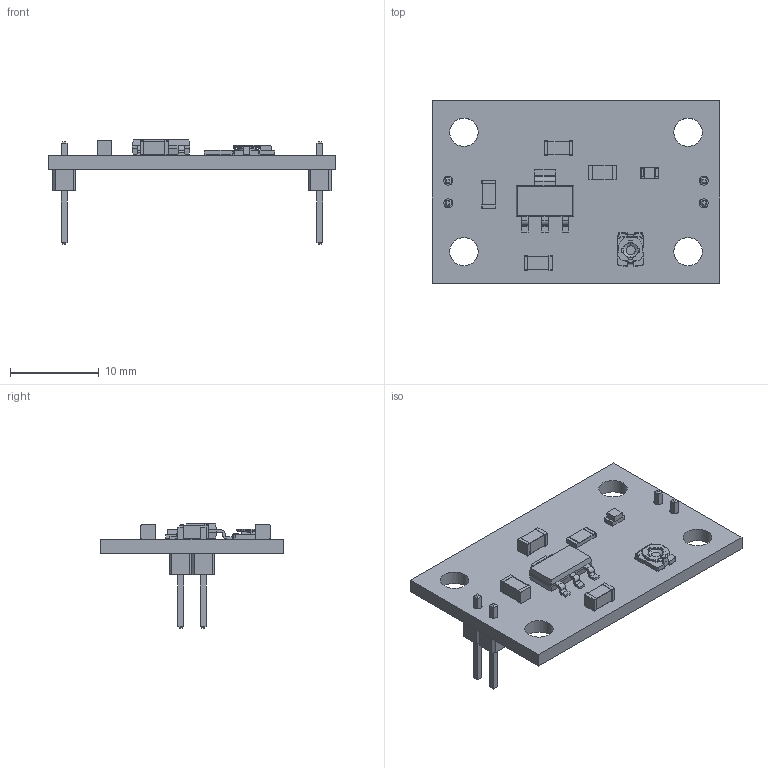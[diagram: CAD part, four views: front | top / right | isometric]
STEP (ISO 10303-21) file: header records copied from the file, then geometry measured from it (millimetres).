
FILE_DESCRIPTION(('KiCad electronic assembly'),'2;1');
FILE_NAME('AMS1117-Adjustable-Breakout.step','2023-08-23T22:03:21',( 'Pcbnew'),('Kicad'),'Open CASCADE STEP processor 7.6', 'KiCad to STEP converter','Unknown');
FILE_SCHEMA(('AUTOMOTIVE_DESIGN { 1 0 10303 214 1 1 1 1 }'));
Length unit declared in the file: millimetre
Products named in the file (14): AMS1117-Adjustable-Breakout 1; C_1206_3216Metric; SOLID; TC33X-2-103E; COMPOUND; Fuse_1206_3216Metric; SOT-223; PinHeader_1x02_P2.54mm_Vertical; LED_0805_2012Metric; AMS1117-Adjustable-Breakout PCB
Assembly tree (16 placements, depth 3):
  AMS1117-Adjustable-Breakout 1
    C_1206_3216Metric  x3
      SOLID
    TC33X-2-103E
      COMPOUND
    Fuse_1206_3216Metric
      SOLID
    SOT-223
      SOLID
    PinHeader_1x02_P2.54mm_Vertical  x2
      SOLID
    LED_0805_2012Metric
      SOLID
    AMS1117-Adjustable-Breakout PCB
Bounding box: 32.38 x 20.57 x 11.74 mm (x, y, z)
Volume: 1148.8 mm3; surface area: 2006.4 mm2
Topology: 17 solids, 17 shells, 633 faces, 1594 edges, 1010 vertices
Faces by surface type: plane 471, cylinder 143, bspline 16, cone 3
Full cylindrical faces by diameter (mm): 1 x4, 3.2 x4
Entity records: 35880 total; most frequent: CARTESIAN_POINT 7096, DIRECTION 5051, LINE 3387, VECTOR 3387, ORIENTED_EDGE 2656, PCURVE 2656, DEFINITIONAL_REPRESENTATION 2656, EDGE_CURVE 1328
